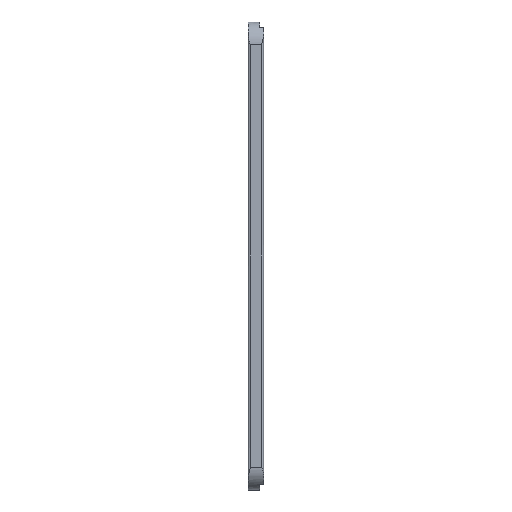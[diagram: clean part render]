
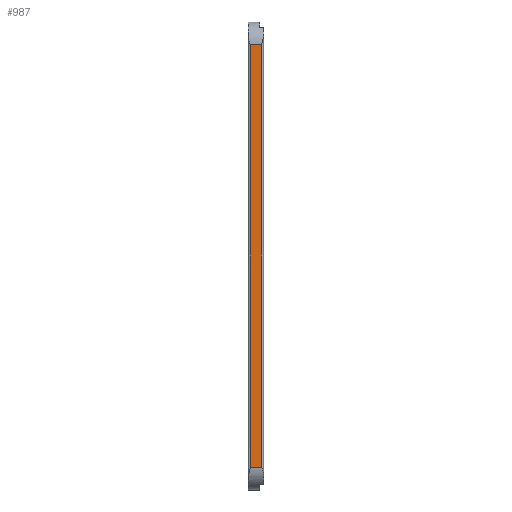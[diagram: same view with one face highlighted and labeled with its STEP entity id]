
A CAD part, front view. The second image highlights one B-rep face of the part: STEP entity #987.
In plain terms, the highlighted planar face has unit normal (0, -1, 0).
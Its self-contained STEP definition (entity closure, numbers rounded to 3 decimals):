
#13 = VECTOR ( 'NONE', #827, 1000. ) ;
#77 = EDGE_CURVE ( 'NONE', #1224, #137, #724, .T. ) ;
#137 = VERTEX_POINT ( 'NONE', #688 ) ;
#165 = EDGE_CURVE ( 'NONE', #739, #1226, #340, .T. ) ;
#167 = VECTOR ( 'NONE', #786, 1000. ) ;
#212 = CARTESIAN_POINT ( 'NONE',  ( -1.5, -6., -6. ) ) ;
#310 = AXIS2_PLACEMENT_3D ( 'NONE', #642, #418, #1256 ) ;
#340 = LINE ( 'NONE', #1263, #515 ) ;
#418 = DIRECTION ( 'NONE',  ( 0., -1., 0. ) ) ;
#450 = DIRECTION ( 'NONE',  ( 1., 0., 0. ) ) ;
#515 = VECTOR ( 'NONE', #1013, 1000. ) ;
#525 = LINE ( 'NONE', #557, #167 ) ;
#557 = CARTESIAN_POINT ( 'NONE',  ( -1.5, -6., -124. ) ) ;
#598 = ORIENTED_EDGE ( 'NONE', *, *, #165, .F. ) ;
#642 = CARTESIAN_POINT ( 'NONE',  ( -1.5, -6., -124. ) ) ;
#688 = CARTESIAN_POINT ( 'NONE',  ( 1.5, -6., -118. ) ) ;
#707 = CARTESIAN_POINT ( 'NONE',  ( 1.5, -6., -124. ) ) ;
#724 = LINE ( 'NONE', #1036, #843 ) ;
#729 = EDGE_CURVE ( 'NONE', #1224, #739, #525, .T. ) ;
#739 = VERTEX_POINT ( 'NONE', #212 ) ;
#782 = ORIENTED_EDGE ( 'NONE', *, *, #77, .T. ) ;
#786 = DIRECTION ( 'NONE',  ( 0., 0., 1. ) ) ;
#827 = DIRECTION ( 'NONE',  ( 0., 0., 1. ) ) ;
#843 = VECTOR ( 'NONE', #450, 1000. ) ;
#928 = ORIENTED_EDGE ( 'NONE', *, *, #729, .F. ) ;
#959 = LINE ( 'NONE', #707, #13 ) ;
#987 = ADVANCED_FACE ( 'NONE', ( #1422 ), #1251, .T. ) ;
#1013 = DIRECTION ( 'NONE',  ( 1., 0., 0. ) ) ;
#1014 = EDGE_LOOP ( 'NONE', ( #782, #1363, #598, #928 ) ) ;
#1036 = CARTESIAN_POINT ( 'NONE',  ( -2., -6., -118. ) ) ;
#1160 = EDGE_CURVE ( 'NONE', #137, #1226, #959, .T. ) ;
#1199 = CARTESIAN_POINT ( 'NONE',  ( -1.5, -6., -118. ) ) ;
#1224 = VERTEX_POINT ( 'NONE', #1199 ) ;
#1226 = VERTEX_POINT ( 'NONE', #1317 ) ;
#1251 = PLANE ( 'NONE',  #310 ) ;
#1256 = DIRECTION ( 'NONE',  ( 0., 0., -1. ) ) ;
#1263 = CARTESIAN_POINT ( 'NONE',  ( -2., -6., -6. ) ) ;
#1317 = CARTESIAN_POINT ( 'NONE',  ( 1.5, -6., -6. ) ) ;
#1363 = ORIENTED_EDGE ( 'NONE', *, *, #1160, .T. ) ;
#1422 = FACE_OUTER_BOUND ( 'NONE', #1014, .T. ) ;
